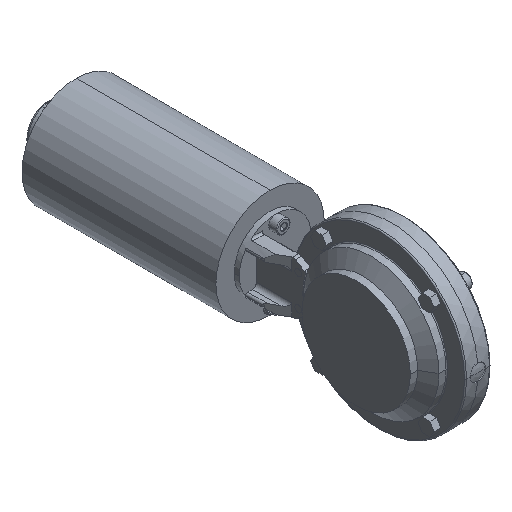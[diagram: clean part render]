
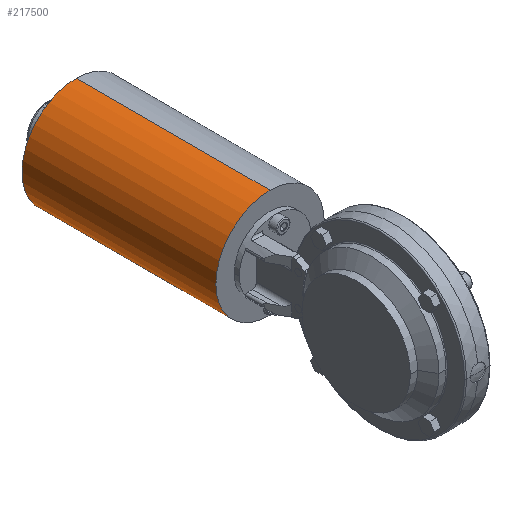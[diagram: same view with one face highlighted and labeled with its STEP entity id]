
A CAD part, isometric view. The second image highlights one B-rep face of the part: STEP entity #217500.
In plain terms, the highlighted cylindrical face has radius 52 mm (diameter 104 mm), a partial arc.
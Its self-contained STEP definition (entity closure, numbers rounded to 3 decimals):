
#60=CARTESIAN_POINT('',(133.857,302.442,
-0.063));
#70=DIRECTION('',(0.,-1.,0.));
#80=DIRECTION('',(0.,0.,-1.));
#90=AXIS2_PLACEMENT_3D('',#60,#70,#80);
#100=CIRCLE('',#90,52.);
#110=CARTESIAN_POINT('',(133.857,302.442,
-52.063));
#120=VERTEX_POINT('',#110);
#130=CARTESIAN_POINT('',(133.857,302.442,
51.937));
#140=VERTEX_POINT('',#130);
#170=EDGE_CURVE('',#140,#120,#100,.T.);
#3580=CARTESIAN_POINT('',(133.857,116.442,
-0.063));
#3590=DIRECTION('',(0.,-1.,0.));
#3600=DIRECTION('',(0.,0.,-1.));
#3610=AXIS2_PLACEMENT_3D('',#3580,#3590,#3600);
#3620=CIRCLE('',#3610,52.);
#3630=CARTESIAN_POINT('',(133.857,116.442,
-52.063));
#3640=VERTEX_POINT('',#3630);
#3650=CARTESIAN_POINT('',(133.857,116.442,
51.937));
#3660=VERTEX_POINT('',#3650);
#3690=EDGE_CURVE('',#3660,#3640,#3620,.T.);
#217290=CARTESIAN_POINT('',(133.857,301.942,
-0.063));
#217300=DIRECTION('',(0.,-1.,0.));
#217310=DIRECTION('',(0.,0.,-1.));
#217320=AXIS2_PLACEMENT_3D('',#217290,#217300,#217310);
#217330=CYLINDRICAL_SURFACE('',#217320,52.);
#217340=CARTESIAN_POINT('',(133.857,301.942,
51.937));
#217350=DIRECTION('',(0.,-1.,0.));
#217360=VECTOR('',#217350,1.);
#217370=LINE('',#217340,#217360);
#217380=EDGE_CURVE('',#140,#3660,#217370,.T.);
#217390=ORIENTED_EDGE('',*,*,#217380,.F.);
#217400=ORIENTED_EDGE('',*,*,#3690,.F.);
#217410=CARTESIAN_POINT('',(133.857,301.942,
-52.063));
#217420=DIRECTION('',(0.,-1.,0.));
#217430=VECTOR('',#217420,1.);
#217440=LINE('',#217410,#217430);
#217450=EDGE_CURVE('',#120,#3640,#217440,.T.);
#217460=ORIENTED_EDGE('',*,*,#217450,.T.);
#217470=ORIENTED_EDGE('',*,*,#170,.T.);
#217480=EDGE_LOOP('',(#217470,#217460,#217400,#217390));
#217490=FACE_OUTER_BOUND('',#217480,.T.);
#217500=ADVANCED_FACE('',(#217490),#217330,.T.);
